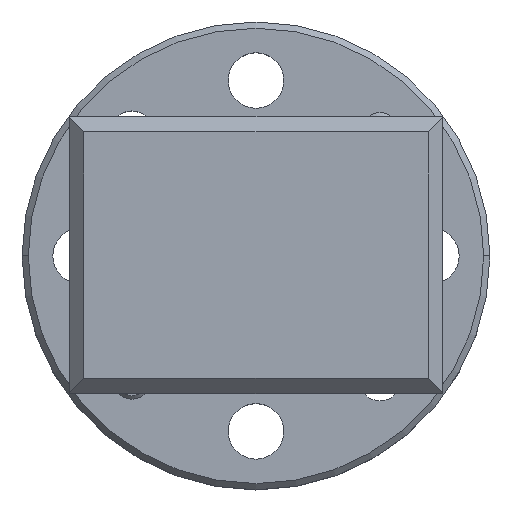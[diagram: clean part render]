
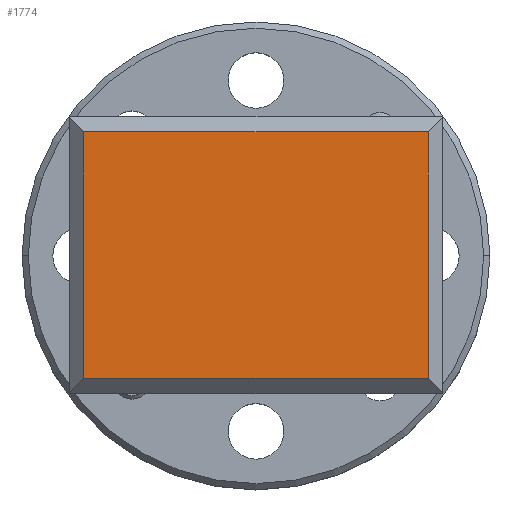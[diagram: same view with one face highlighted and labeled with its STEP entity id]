
A CAD part, top view. The second image highlights one B-rep face of the part: STEP entity #1774.
In plain terms, the highlighted planar face has unit normal (0, 0, 1).
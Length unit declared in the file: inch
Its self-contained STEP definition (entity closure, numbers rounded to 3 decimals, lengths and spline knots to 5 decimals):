
#3 = CARTESIAN_POINT ( 'NONE',  ( -3.75465, 0.54644, 2.2322 ) ) ;
#45 = EDGE_CURVE ( 'NONE', #570, #1136, #443, .T. ) ;
#49 = CARTESIAN_POINT ( 'NONE',  ( -4.30675, 0.34914, 2.2322 ) ) ;
#65 = VECTOR ( 'NONE', #2073, 39.37008 ) ;
#89 = VERTEX_POINT ( 'NONE', #1031 ) ;
#314 = LINE ( 'NONE', #926, #633 ) ;
#443 = LINE ( 'NONE', #3, #1510 ) ;
#541 = PLANE ( 'NONE',  #1949 ) ;
#570 = VERTEX_POINT ( 'NONE', #1097 ) ;
#633 = VECTOR ( 'NONE', #903, 39.37008 ) ;
#717 = CARTESIAN_POINT ( 'NONE',  ( -4.0307, 0.54644, 2.2322 ) ) ;
#825 = DIRECTION ( 'NONE',  ( 0., 1., 0. ) ) ;
#879 = ORIENTED_EDGE ( 'NONE', *, *, #1791, .T. ) ;
#885 = CARTESIAN_POINT ( 'NONE',  ( -4.0307, 0.34914, 2.2322 ) ) ;
#903 = DIRECTION ( 'NONE',  ( -1., 0., 0. ) ) ;
#926 = CARTESIAN_POINT ( 'NONE',  ( -4.0307, 0.74374, 2.2322 ) ) ;
#1007 = VECTOR ( 'NONE', #1754, 39.37008 ) ;
#1031 = CARTESIAN_POINT ( 'NONE',  ( -4.30675, 0.74374, 2.2322 ) ) ;
#1046 = EDGE_CURVE ( 'NONE', #2025, #570, #1719, .T. ) ;
#1097 = CARTESIAN_POINT ( 'NONE',  ( -3.75465, 0.34914, 2.2322 ) ) ;
#1136 = VERTEX_POINT ( 'NONE', #2144 ) ;
#1279 = EDGE_LOOP ( 'NONE', ( #1957, #879, #1879, #2596 ) ) ;
#1353 = LINE ( 'NONE', #1731, #1007 ) ;
#1510 = VECTOR ( 'NONE', #825, 39.37008 ) ;
#1521 = DIRECTION ( 'NONE',  ( 0., 0., 1. ) ) ;
#1719 = LINE ( 'NONE', #885, #65 ) ;
#1731 = CARTESIAN_POINT ( 'NONE',  ( -4.30675, 0.54644, 2.2322 ) ) ;
#1743 = EDGE_CURVE ( 'NONE', #1136, #89, #314, .T. ) ;
#1754 = DIRECTION ( 'NONE',  ( 0., -1., 0. ) ) ;
#1774 = ADVANCED_FACE ( 'NONE', ( #2108 ), #541, .T. ) ;
#1791 = EDGE_CURVE ( 'NONE', #89, #2025, #1353, .T. ) ;
#1879 = ORIENTED_EDGE ( 'NONE', *, *, #1046, .T. ) ;
#1949 = AXIS2_PLACEMENT_3D ( 'NONE', #717, #1521, #2302 ) ;
#1957 = ORIENTED_EDGE ( 'NONE', *, *, #1743, .T. ) ;
#2025 = VERTEX_POINT ( 'NONE', #49 ) ;
#2073 = DIRECTION ( 'NONE',  ( 1., 0., 0. ) ) ;
#2108 = FACE_OUTER_BOUND ( 'NONE', #1279, .T. ) ;
#2144 = CARTESIAN_POINT ( 'NONE',  ( -3.75465, 0.74374, 2.2322 ) ) ;
#2302 = DIRECTION ( 'NONE',  ( 1., 0., 0. ) ) ;
#2596 = ORIENTED_EDGE ( 'NONE', *, *, #45, .T. ) ;
